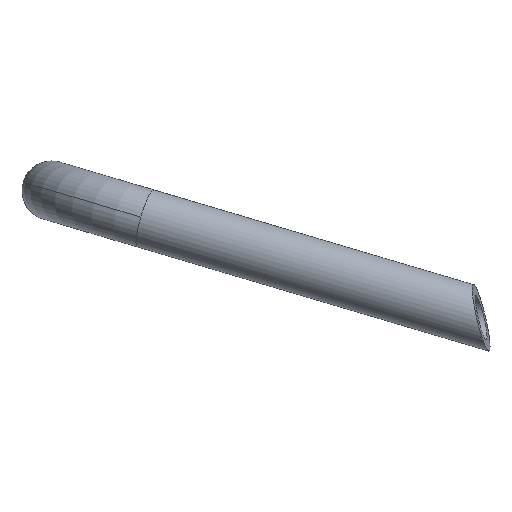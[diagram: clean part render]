
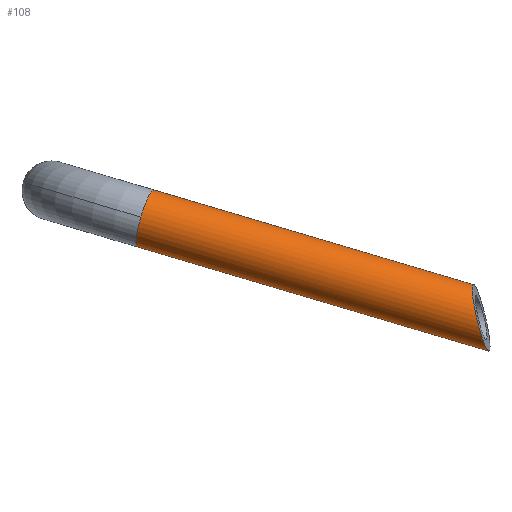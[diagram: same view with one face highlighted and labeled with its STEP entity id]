
A CAD part, left-side view. The second image highlights one B-rep face of the part: STEP entity #108.
In plain terms, the highlighted cylindrical face has radius 9.525 mm (diameter 19.05 mm), a partial arc.
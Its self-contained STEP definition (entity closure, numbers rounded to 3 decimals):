
#4 = ORIENTED_EDGE ( 'NONE', *, *, #54, .F. ) ;
#5 = EDGE_LOOP ( 'NONE', ( #620, #50, #750, #4 ) ) ;
#50 = ORIENTED_EDGE ( 'NONE', *, *, #334, .F. ) ;
#51 = CARTESIAN_POINT ( 'NONE',  ( -72.051, -173.551, 545.571 ) ) ;
#54 = EDGE_CURVE ( 'NONE', #678, #528, #605, .T. ) ;
#108 = ADVANCED_FACE ( 'NONE', ( #324 ), #536, .T. ) ;
#136 = DIRECTION ( 'NONE',  ( 0.174, 0.944, 0.28 ) ) ;
#166 = DIRECTION ( 'NONE',  ( 0., -0.284, 0.959 ) ) ;
#186 =( BOUNDED_CURVE ( )  B_SPLINE_CURVE ( 3, ( #846, #222, #919, #434 ),
 .UNSPECIFIED., .F., .T. ) 
 B_SPLINE_CURVE_WITH_KNOTS ( ( 4, 4 ),
 ( 0.008, 3.15 ),
 .UNSPECIFIED. ) 
 CURVE ( )  GEOMETRIC_REPRESENTATION_ITEM ( )  RATIONAL_B_SPLINE_CURVE ( ( 1., 0.333, 0.333, 1. ) ) 
 REPRESENTATION_ITEM ( '' )  );
#207 = VECTOR ( 'NONE', #136, 1000. ) ;
#212 = DIRECTION ( 'NONE',  ( 0., -0.284, 0.959 ) ) ;
#222 = CARTESIAN_POINT ( 'NONE',  ( -109.691, -278.45, 534.366 ) ) ;
#236 = CARTESIAN_POINT ( 'NONE',  ( -89.951, -276.297, 535.004 ) ) ;
#302 = DIRECTION ( 'NONE',  ( 0.174, 0.944, 0.28 ) ) ;
#324 = FACE_OUTER_BOUND ( 'NONE', #5, .T. ) ;
#334 = EDGE_CURVE ( 'NONE', #363, #855, #186, .T. ) ;
#363 = VERTEX_POINT ( 'NONE', #729 ) ;
#417 = CARTESIAN_POINT ( 'NONE',  ( -89.951, -273.592, 525.871 ) ) ;
#434 = CARTESIAN_POINT ( 'NONE',  ( -92.79, -286.32, 512.167 ) ) ;
#474 = AXIS2_PLACEMENT_3D ( 'NONE', #741, #814, #166 ) ;
#481 = LINE ( 'NONE', #705, #207 ) ;
#489 = AXIS2_PLACEMENT_3D ( 'NONE', #417, #924, #212 ) ;
#497 = CARTESIAN_POINT ( 'NONE',  ( -92.79, -286.32, 512.167 ) ) ;
#513 = VECTOR ( 'NONE', #302, 1000. ) ;
#527 = CARTESIAN_POINT ( 'NONE',  ( -72.051, -178.961, 563.836 ) ) ;
#528 = VERTEX_POINT ( 'NONE', #527 ) ;
#536 = CYLINDRICAL_SURFACE ( 'NONE', #489, 9.525 ) ;
#549 = EDGE_CURVE ( 'NONE', #363, #528, #874, .T. ) ;
#605 = CIRCLE ( 'NONE', #474, 9.525 ) ;
#620 = ORIENTED_EDGE ( 'NONE', *, *, #745, .F. ) ;
#678 = VERTEX_POINT ( 'NONE', #51 ) ;
#705 = CARTESIAN_POINT ( 'NONE',  ( -89.951, -270.887, 516.738 ) ) ;
#729 = CARTESIAN_POINT ( 'NONE',  ( -90.915, -281.538, 533.451 ) ) ;
#741 = CARTESIAN_POINT ( 'NONE',  ( -72.051, -176.256, 554.703 ) ) ;
#745 = EDGE_CURVE ( 'NONE', #855, #678, #481, .T. ) ;
#750 = ORIENTED_EDGE ( 'NONE', *, *, #549, .T. ) ;
#814 = DIRECTION ( 'NONE',  ( 0.174, 0.944, 0.28 ) ) ;
#846 = CARTESIAN_POINT ( 'NONE',  ( -90.915, -281.538, 533.451 ) ) ;
#855 = VERTEX_POINT ( 'NONE', #497 ) ;
#874 = LINE ( 'NONE', #236, #513 ) ;
#919 = CARTESIAN_POINT ( 'NONE',  ( -111.566, -283.231, 513.082 ) ) ;
#924 = DIRECTION ( 'NONE',  ( 0.174, 0.944, 0.28 ) ) ;
